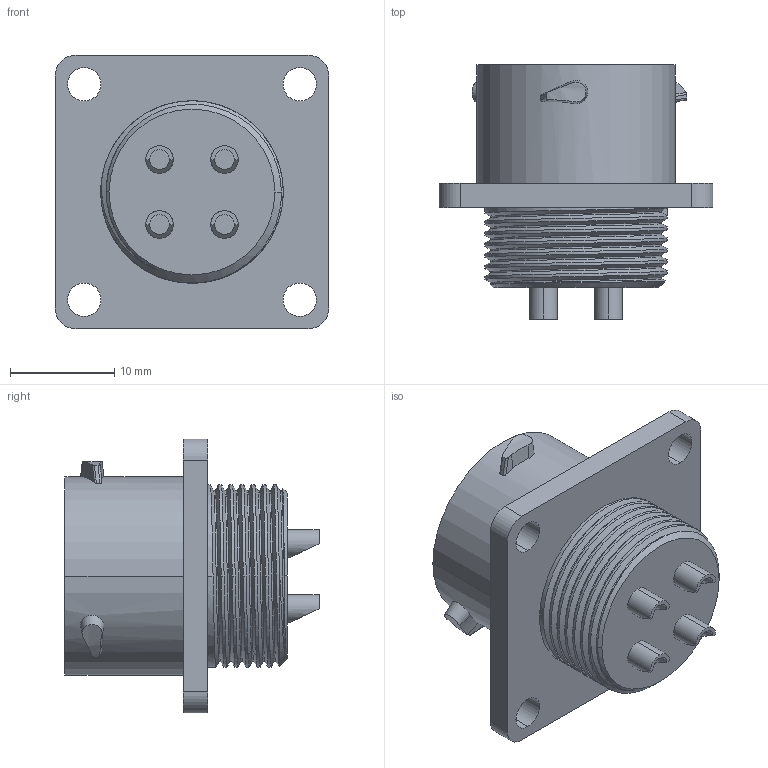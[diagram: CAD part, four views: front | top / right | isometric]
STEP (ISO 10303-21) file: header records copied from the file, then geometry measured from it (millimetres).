
FILE_DESCRIPTION((''),'2;1');
FILE_NAME('UTS012E4S-CATA','2011-04-15T',('jfeurprier'),('SOURIAU'),'PRO/ENGINEER BY PARAMETRIC TECHNOLOGY CORPORATION, 2010140','PRO/ENGINEER BY PARAMETRIC TECHNOLOGY CORPORATION, 2010140','');
FILE_SCHEMA(('CONFIG_CONTROL_DESIGN'));
Length unit declared in the file: millimetre
Products named in the file (1): UTS012E4S-CATA
Bounding box: 26.2 x 24.33 x 26.2 mm (x, y, z)
Volume: 5991.5 mm3; surface area: 3800.4 mm2
Topology: 1 solids, 1 shells, 249 faces, 670 edges, 445 vertices
Faces by surface type: plane 155, cylinder 60, bspline 21, cone 10, extrusion 3
Entity records: 12756 total; most frequent: CARTESIAN_POINT 6613, ORIENTED_EDGE 1340, DIRECTION 1128, EDGE_CURVE 670, VECTOR 460, LINE 457, VERTEX_POINT 445, AXIS2_PLACEMENT_3D 334
